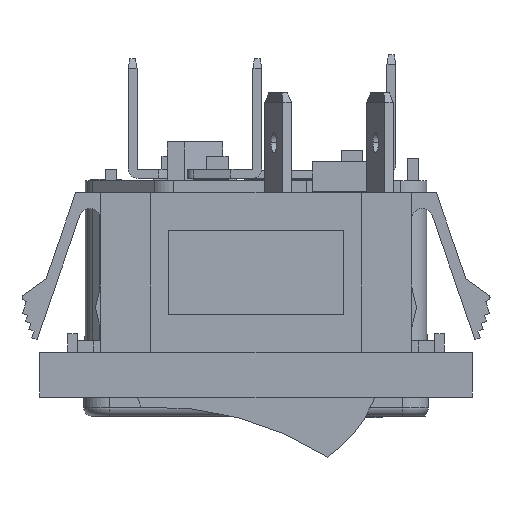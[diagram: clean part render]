
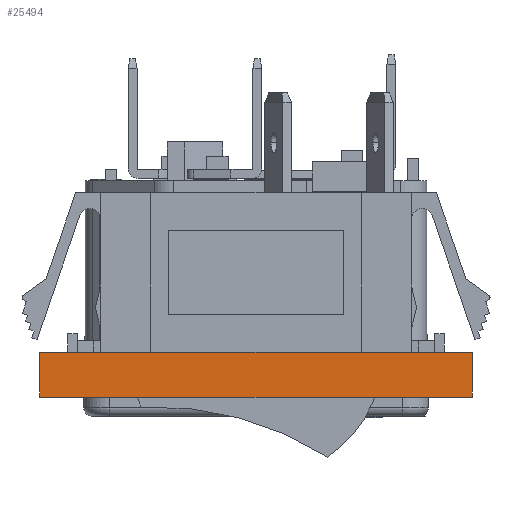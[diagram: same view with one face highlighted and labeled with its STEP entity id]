
A CAD part, front view. The second image highlights one B-rep face of the part: STEP entity #25494.
In plain terms, the highlighted planar face has unit normal (0, -1, -0.009).
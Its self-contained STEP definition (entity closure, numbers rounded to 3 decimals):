
#726 = VECTOR ( 'NONE', #26298, 1000. ) ;
#4177 = CARTESIAN_POINT ( 'NONE',  ( 19.56, -31.37, 0. ) ) ;
#6472 = DIRECTION ( 'NONE',  ( 0., -1., -0.009 ) ) ;
#8286 = AXIS2_PLACEMENT_3D ( 'NONE', #46342, #6472, #34435 ) ;
#9990 = CARTESIAN_POINT ( 'NONE',  ( 19.56, -31.37, 0. ) ) ;
#10723 = EDGE_CURVE ( 'NONE', #28492, #31544, #39221, .T. ) ;
#15458 = ORIENTED_EDGE ( 'NONE', *, *, #10723, .F. ) ;
#16557 = EDGE_CURVE ( 'NONE', #28343, #31544, #37454, .T. ) ;
#16895 = EDGE_LOOP ( 'NONE', ( #22825, #15458, #26031, #27936 ) ) ;
#19977 = DIRECTION ( 'NONE',  ( -0.009, 0.009, -1. ) ) ;
#22825 = ORIENTED_EDGE ( 'NONE', *, *, #16557, .T. ) ;
#24070 = CARTESIAN_POINT ( 'NONE',  ( -19.56, -31.37, 0. ) ) ;
#25494 = ADVANCED_FACE ( 'NONE', ( #49692 ), #30547, .T. ) ;
#25866 = EDGE_CURVE ( 'NONE', #35872, #28343, #29651, .T. ) ;
#26031 = ORIENTED_EDGE ( 'NONE', *, *, #45628, .F. ) ;
#26298 = DIRECTION ( 'NONE',  ( -1., 0., 0. ) ) ;
#27936 = ORIENTED_EDGE ( 'NONE', *, *, #25866, .T. ) ;
#28069 = CARTESIAN_POINT ( 'NONE',  ( 19.525, -31.335, -4.06 ) ) ;
#28343 = VERTEX_POINT ( 'NONE', #24070 ) ;
#28492 = VERTEX_POINT ( 'NONE', #28069 ) ;
#29651 = LINE ( 'NONE', #9990, #726 ) ;
#30223 = VECTOR ( 'NONE', #19977, 1000. ) ;
#30547 = PLANE ( 'NONE',  #8286 ) ;
#31544 = VERTEX_POINT ( 'NONE', #45556 ) ;
#34435 = DIRECTION ( 'NONE',  ( 0., 0.009, -1. ) ) ;
#35089 = DIRECTION ( 'NONE',  ( -1., 0., 0. ) ) ;
#35872 = VERTEX_POINT ( 'NONE', #44345 ) ;
#37269 = VECTOR ( 'NONE', #35089, 1000. ) ;
#37454 = LINE ( 'NONE', #44970, #40509 ) ;
#39221 = LINE ( 'NONE', #46737, #37269 ) ;
#40509 = VECTOR ( 'NONE', #41086, 1000. ) ;
#41086 = DIRECTION ( 'NONE',  ( 0.009, 0.009, -1. ) ) ;
#44275 = LINE ( 'NONE', #4177, #30223 ) ;
#44345 = CARTESIAN_POINT ( 'NONE',  ( 19.56, -31.37, 0. ) ) ;
#44970 = CARTESIAN_POINT ( 'NONE',  ( -19.56, -31.37, 0. ) ) ;
#45556 = CARTESIAN_POINT ( 'NONE',  ( -19.525, -31.335, -4.06 ) ) ;
#45628 = EDGE_CURVE ( 'NONE', #35872, #28492, #44275, .T. ) ;
#46342 = CARTESIAN_POINT ( 'NONE',  ( 21.536, -31.37, 0. ) ) ;
#46737 = CARTESIAN_POINT ( 'NONE',  ( 19.525, -31.335, -4.06 ) ) ;
#49692 = FACE_OUTER_BOUND ( 'NONE', #16895, .T. ) ;
